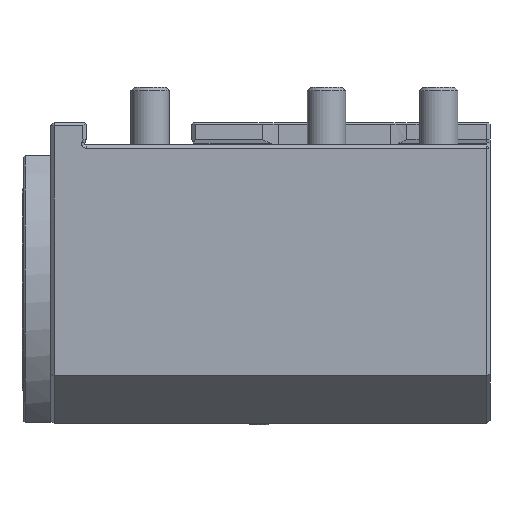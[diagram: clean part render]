
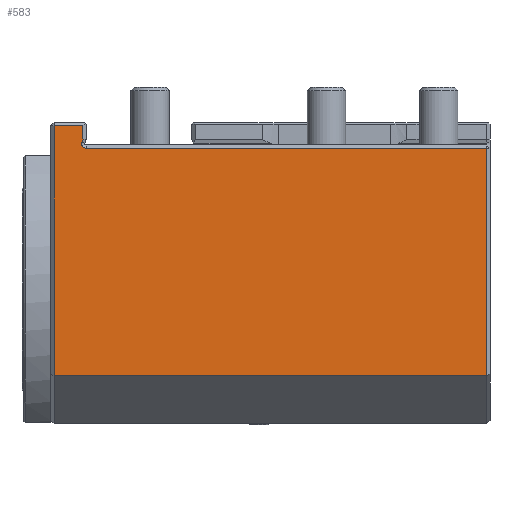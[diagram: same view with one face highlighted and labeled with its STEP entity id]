
A CAD part, front view. The second image highlights one B-rep face of the part: STEP entity #583.
In plain terms, the highlighted planar face has unit normal (0, -1, 0).
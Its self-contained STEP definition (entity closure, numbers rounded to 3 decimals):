
#78=LINE('',#3311,#268);
#80=LINE('',#3316,#270);
#85=LINE('',#3325,#275);
#156=LINE('',#3514,#346);
#157=LINE('',#3516,#347);
#158=LINE('',#3518,#348);
#159=LINE('',#3519,#349);
#268=VECTOR('',#2391,1.);
#270=VECTOR('',#2395,1.);
#275=VECTOR('',#2402,1.);
#346=VECTOR('',#2563,1.);
#347=VECTOR('',#2564,1.);
#348=VECTOR('',#2565,1.);
#349=VECTOR('',#2566,1.);
#583=ADVANCED_FACE('',(#801),#709,.F.);
#709=PLANE('',#2210);
#801=FACE_OUTER_BOUND('',#916,.T.);
#916=EDGE_LOOP('',(#1211,#1212,#1213,#1214,#1215,#1216,#1217,#1218));
#1211=ORIENTED_EDGE('',*,*,#1805,.T.);
#1212=ORIENTED_EDGE('',*,*,#1901,.T.);
#1213=ORIENTED_EDGE('',*,*,#1902,.F.);
#1214=ORIENTED_EDGE('',*,*,#1903,.T.);
#1215=ORIENTED_EDGE('',*,*,#1904,.T.);
#1216=ORIENTED_EDGE('',*,*,#1905,.T.);
#1217=ORIENTED_EDGE('',*,*,#1807,.T.);
#1218=ORIENTED_EDGE('',*,*,#1812,.T.);
#1620=VERTEX_POINT('',#3303);
#1624=VERTEX_POINT('',#3310);
#1626=VERTEX_POINT('',#3315);
#1627=VERTEX_POINT('',#3317);
#1686=VERTEX_POINT('',#3511);
#1687=VERTEX_POINT('',#3515);
#1688=VERTEX_POINT('',#3517);
#1689=VERTEX_POINT('',#3520);
#1805=EDGE_CURVE('',#1620,#1624,#78,.T.);
#1807=EDGE_CURVE('',#1627,#1626,#80,.T.);
#1812=EDGE_CURVE('',#1626,#1620,#85,.T.);
#1901=EDGE_CURVE('',#1624,#1687,#156,.T.);
#1902=EDGE_CURVE('',#1688,#1687,#157,.T.);
#1903=EDGE_CURVE('',#1688,#1686,#158,.T.);
#1904=EDGE_CURVE('',#1686,#1689,#159,.T.);
#1905=EDGE_CURVE('',#1689,#1627,#2074,.T.);
#2074=CIRCLE('',#2209,1.4);
#2209=AXIS2_PLACEMENT_3D('',#3521,#2567,#2568);
#2210=AXIS2_PLACEMENT_3D('',#3522,#2569,#2570);
#2391=DIRECTION('',(-1.,0.,0.));
#2395=DIRECTION('',(0.301,0.,0.954));
#2402=DIRECTION('',(0.,0.,1.));
#2563=DIRECTION('',(0.,0.,-1.));
#2564=DIRECTION('',(-1.,0.,0.));
#2565=DIRECTION('',(0.,0.,1.));
#2566=DIRECTION('',(-1.,0.,0.));
#2567=DIRECTION('',(0.,1.,0.));
#2568=DIRECTION('',(-1.,0.,0.));
#2569=DIRECTION('',(0.,1.,0.));
#2570=DIRECTION('',(1.,0.,0.));
#3303=CARTESIAN_POINT('',(-1.,-60.,6.));
#3310=CARTESIAN_POINT('',(-10.,-60.,6.));
#3311=CARTESIAN_POINT('',(-11.,-60.,6.));
#3315=CARTESIAN_POINT('',(-1.,-60.,1.884));
#3316=CARTESIAN_POINT('',(-27.395,-60.,-81.831));
#3317=CARTESIAN_POINT('',(-1.335,-60.,0.821));
#3325=CARTESIAN_POINT('',(-1.,-60.,-87.));
#3511=CARTESIAN_POINT('',(125.,-60.,-1.));
#3514=CARTESIAN_POINT('',(-10.,-60.,-87.));
#3515=CARTESIAN_POINT('',(-10.,-60.,-71.989));
#3516=CARTESIAN_POINT('',(193.951,-60.,-71.989));
#3517=CARTESIAN_POINT('',(125.,-60.,-71.989));
#3518=CARTESIAN_POINT('',(125.,-60.,-87.));
#3519=CARTESIAN_POINT('',(-11.,-60.,-1.));
#3520=CARTESIAN_POINT('',(0.,-60.,-1.));
#3521=CARTESIAN_POINT('',(0.,-60.,0.4));
#3522=CARTESIAN_POINT('',(-11.,-60.,-87.));
